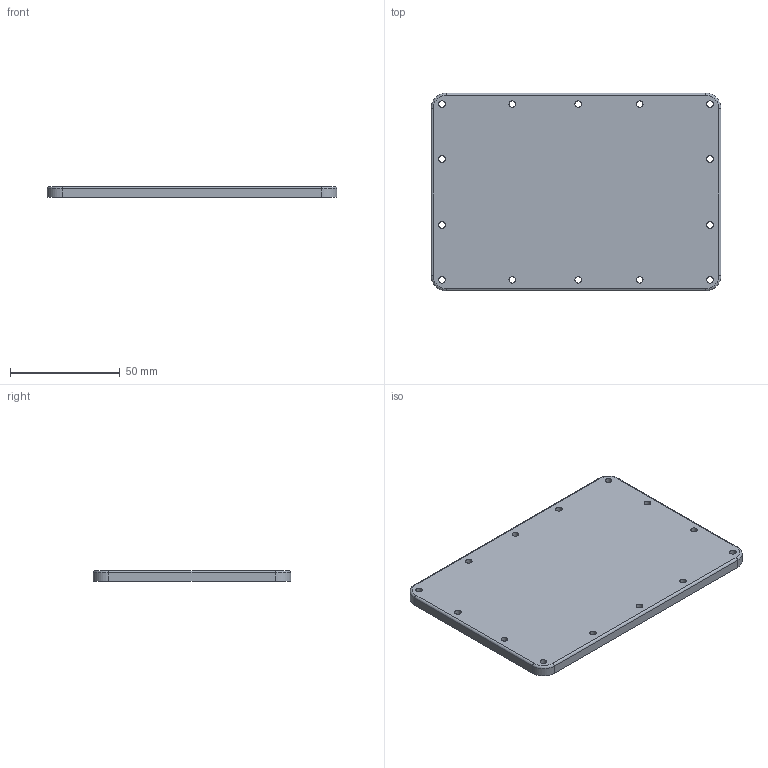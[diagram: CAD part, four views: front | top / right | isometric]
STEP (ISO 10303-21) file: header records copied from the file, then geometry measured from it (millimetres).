
FILE_DESCRIPTION(/* description */ (''),/* implementation_level */ '2;1');
FILE_NAME(/* name */ 'top-enclosure v3.step',/* time_stamp */ '2026-01-15T13:55:37-06:00',/* author */ (''),/* organization */ (''),/* preprocessor_version */ 'ST-DEVELOPER v20.1',/* originating_system */ 'Autodesk Translation Framework v14.17.0.0',/* authorisation */ '');
FILE_SCHEMA (('AUTOMOTIVE_DESIGN { 1 0 10303 214 3 1 1 }'));
Length unit declared in the file: millimetre
Products named in the file (1): top-enclosure
Bounding box: 132 x 90 x 5 mm (x, y, z)
Volume: 58602.5 mm3; surface area: 26111.7 mm2
Topology: 1 solids, 1 shells, 32 faces, 82 edges, 52 vertices
Faces by surface type: cylinder 22, plane 6, torus 4
Full cylindrical faces by diameter (mm): 3 x14
Entity records: 1079 total; most frequent: DIRECTION 196, CARTESIAN_POINT 167, ORIENTED_EDGE 164, EDGE_CURVE 82, AXIS2_PLACEMENT_3D 81, EDGE_LOOP 60, VERTEX_POINT 52, CIRCLE 48
